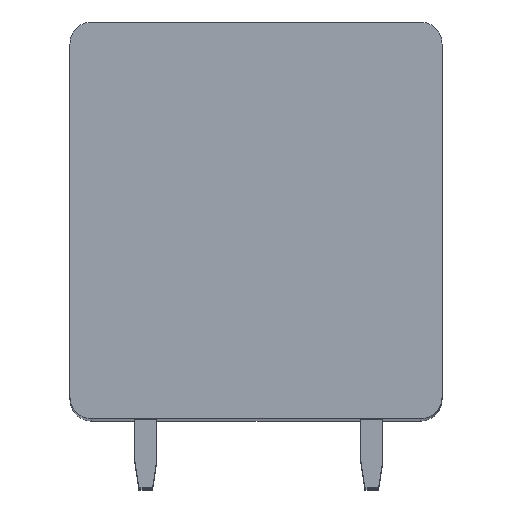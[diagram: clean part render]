
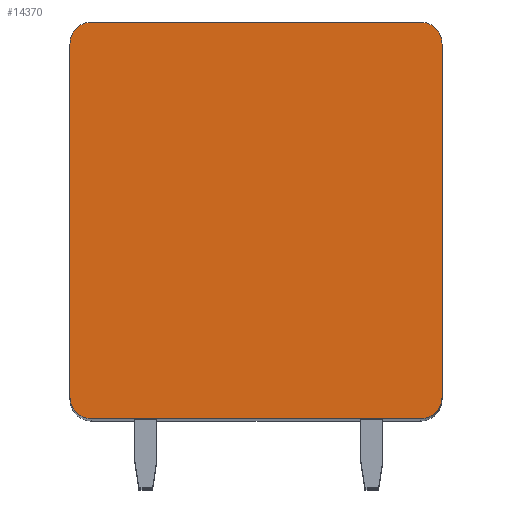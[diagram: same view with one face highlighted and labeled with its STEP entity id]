
A CAD part, top view. The second image highlights one B-rep face of the part: STEP entity #14370.
In plain terms, the highlighted planar face has unit normal (0, 0, 1).
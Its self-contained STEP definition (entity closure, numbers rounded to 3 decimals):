
#1797=CARTESIAN_POINT('',(-5.95,6.4,1.75));
#1798=DIRECTION('',(0.,0.,1.));
#1799=DIRECTION('',(0.,1.,0.));
#1800=AXIS2_PLACEMENT_3D('',#1797,#1798,#1799);
#1802=DIRECTION('',(-1.,0.,0.));
#1803=VECTOR('',#1802,11.9);
#1804=CARTESIAN_POINT('',(5.95,7.2,1.75));
#1805=LINE('',#1804,#1803);
#1806=CARTESIAN_POINT('',(5.95,6.4,1.75));
#1807=DIRECTION('',(0.,0.,1.));
#1808=DIRECTION('',(1.,0.,0.));
#1809=AXIS2_PLACEMENT_3D('',#1806,#1807,#1808);
#1811=DIRECTION('',(0.,1.,0.));
#1812=VECTOR('',#1811,12.8);
#1813=CARTESIAN_POINT('',(6.75,-6.4,1.75));
#1814=LINE('',#1813,#1812);
#1815=CARTESIAN_POINT('',(5.95,-6.4,1.75));
#1816=DIRECTION('',(0.,0.,1.));
#1817=DIRECTION('',(0.,-1.,0.));
#1818=AXIS2_PLACEMENT_3D('',#1815,#1816,#1817);
#1820=DIRECTION('',(1.,0.,0.));
#1821=VECTOR('',#1820,11.9);
#1822=CARTESIAN_POINT('',(-5.95,-7.2,1.75));
#1823=LINE('',#1822,#1821);
#1824=CARTESIAN_POINT('',(-5.95,-6.4,1.75));
#1825=DIRECTION('',(0.,0.,1.));
#1826=DIRECTION('',(-1.,0.,0.));
#1827=AXIS2_PLACEMENT_3D('',#1824,#1825,#1826);
#1829=DIRECTION('',(0.,-1.,0.));
#1830=VECTOR('',#1829,12.8);
#1831=CARTESIAN_POINT('',(-6.75,6.4,1.75));
#1832=LINE('',#1831,#1830);
#10615=CARTESIAN_POINT('',(-5.95,7.2,1.75));
#10616=VERTEX_POINT('',#10615);
#10617=CARTESIAN_POINT('',(-6.75,6.4,1.75));
#10618=VERTEX_POINT('',#10617);
#10623=CARTESIAN_POINT('',(6.75,6.4,1.75));
#10624=VERTEX_POINT('',#10623);
#10625=CARTESIAN_POINT('',(5.95,7.2,1.75));
#10626=VERTEX_POINT('',#10625);
#10631=CARTESIAN_POINT('',(-6.75,-6.4,1.75));
#10632=VERTEX_POINT('',#10631);
#10633=CARTESIAN_POINT('',(-5.95,-7.2,1.75));
#10634=VERTEX_POINT('',#10633);
#10639=CARTESIAN_POINT('',(5.95,-7.2,1.75));
#10640=VERTEX_POINT('',#10639);
#10641=CARTESIAN_POINT('',(6.75,-6.4,1.75));
#10642=VERTEX_POINT('',#10641);
#14355=CARTESIAN_POINT('',(0.,0.,1.75));
#14356=DIRECTION('',(0.,0.,1.));
#14357=DIRECTION('',(1.,0.,0.));
#14358=AXIS2_PLACEMENT_3D('',#14355,#14356,#14357);
#14359=PLANE('',#14358);
#14360=ORIENTED_EDGE('',*,*,#13237,.F.);
#14361=ORIENTED_EDGE('',*,*,#13253,.F.);
#14362=ORIENTED_EDGE('',*,*,#13630,.F.);
#14363=ORIENTED_EDGE('',*,*,#13645,.F.);
#14364=ORIENTED_EDGE('',*,*,#13918,.F.);
#14365=ORIENTED_EDGE('',*,*,#13931,.F.);
#14366=ORIENTED_EDGE('',*,*,#14206,.F.);
#14367=ORIENTED_EDGE('',*,*,#14218,.F.);
#14368=EDGE_LOOP('',(#14360,#14361,#14362,#14363,#14364,#14365,#14366,#14367));
#14369=FACE_OUTER_BOUND('',#14368,.F.);
#1801=CIRCLE('',#1800,0.8);
#1810=CIRCLE('',#1809,0.8);
#1819=CIRCLE('',#1818,0.8);
#1828=CIRCLE('',#1827,0.8);
#13237=EDGE_CURVE('',#10616,#10618,#1801,.T.);
#13253=EDGE_CURVE('',#10626,#10616,#1805,.T.);
#13630=EDGE_CURVE('',#10624,#10626,#1810,.T.);
#13645=EDGE_CURVE('',#10642,#10624,#1814,.T.);
#13918=EDGE_CURVE('',#10640,#10642,#1819,.T.);
#13931=EDGE_CURVE('',#10634,#10640,#1823,.T.);
#14206=EDGE_CURVE('',#10632,#10634,#1828,.T.);
#14218=EDGE_CURVE('',#10618,#10632,#1832,.T.);
#14370=ADVANCED_FACE('',(#14369),#14359,.T.);
